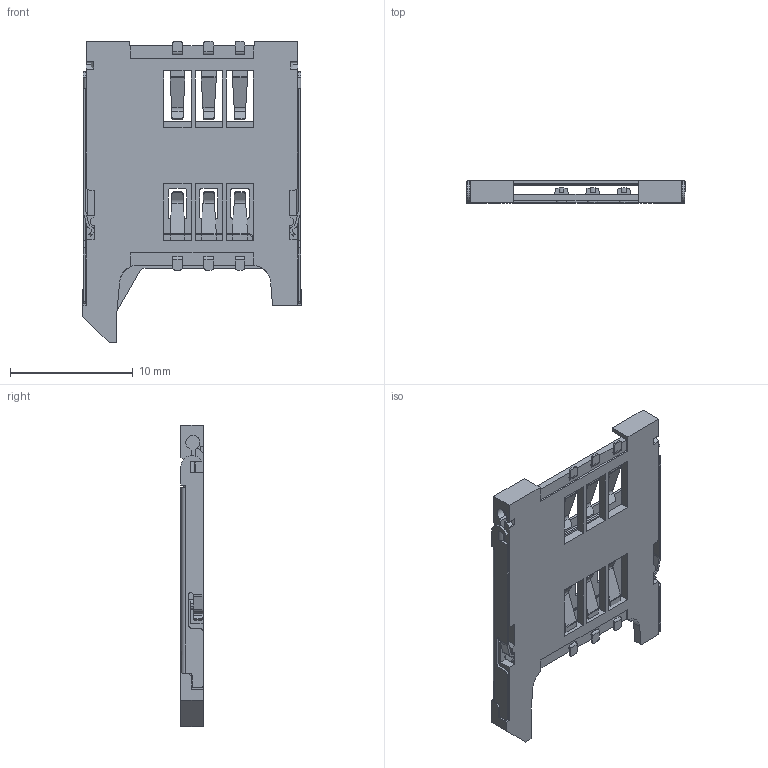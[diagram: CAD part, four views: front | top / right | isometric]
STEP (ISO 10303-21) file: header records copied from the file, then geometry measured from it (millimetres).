
FILE_DESCRIPTION(/* description */ (''),/* implementation_level */ '2;1');
FILE_NAME(/* name */ 'KY-SIM6P-X180G-R(05).stp',/* time_stamp */ '2017-01-20T10:11:43+08:00',/* author */ (''),/* organization */ (''),/* preprocessor_version */ 'ST-DEVELOPER v11',/* originating_system */ 'SIEMENS UGS NX 6.0',/* authorisation */ '');
FILE_SCHEMA (('CONFIG_CONTROL_DESIGN'));
Length unit declared in the file: millimetre
Products named in the file (1): AdmiF65420qi
Bounding box: 17.8 x 1.8 x 24.5 mm (x, y, z)
Volume: 279 mm3; surface area: 1461.4 mm2
Topology: 8 solids, 8 shells, 862 faces, 2435 edges, 1607 vertices
Faces by surface type: plane 495, cylinder 286, torus 44, extrusion 31, bspline 6
Entity records: 30006 total; most frequent: CARTESIAN_POINT 7252, ORIENTED_EDGE 4870, DIRECTION 4588, EDGE_CURVE 2435, VECTOR 1652, LINE 1621, VERTEX_POINT 1613, AXIS2_PLACEMENT_3D 1468
